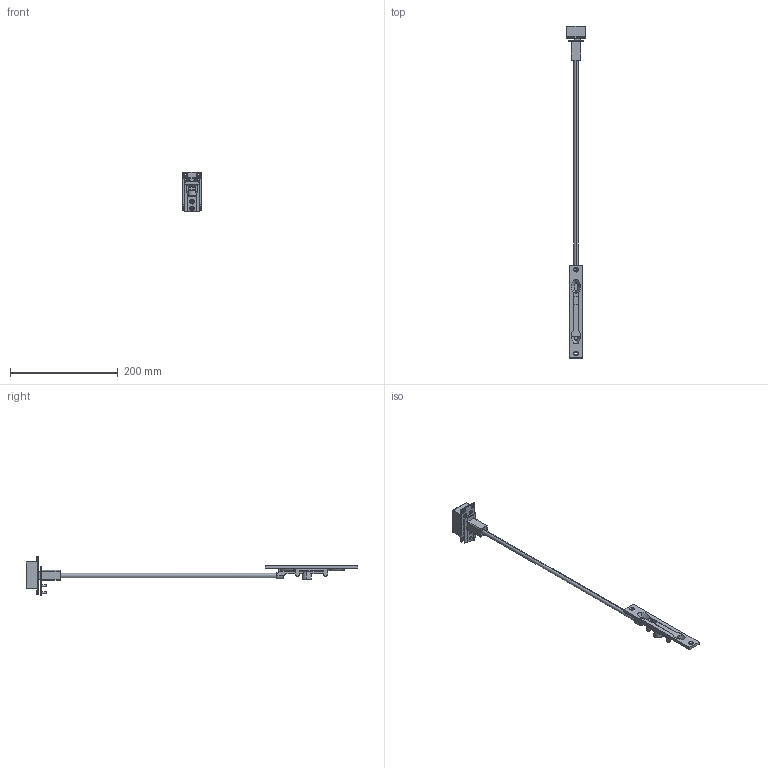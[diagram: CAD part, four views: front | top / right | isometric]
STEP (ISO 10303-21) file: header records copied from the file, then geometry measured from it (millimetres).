
FILE_DESCRIPTION (( 'STEP AP203' ), '1' );
FILE_NAME ('sone3D.STEP', '2016-10-28T06:00:07', ( '' ), ( '' ), 'SwSTEP 2.0', 'SolidWorks 2014', '' );
FILE_SCHEMA (( 'CONFIG_CONTROL_DESIGN' ));
Length unit declared in the file: millimetre
Products named in the file (12): sone3D; AC-377-F儘僢僪摢晹_; AC-377-Fロッド棒_; AC-377-F儘僢僪朹僈僀僪_; AC-377-F化粧板_; AC-377-F板ナット_; AC-377-F本体_; AC-377-F儘僢僪庴偗庢晅斅_; AC-377-F本体受け_; AC-377-F僩儘僇僶乕_; AC-377-FM4皿ネジ_; AC-377-F儘僢僪庴偗儀乕僗_
Assembly tree (17 placements, depth 2):
  sone3D
    AC-377-F儘僢僪庴偗庢晅斅_
    AC-377-F僩儘僇僶乕_
    AC-377-F儘僢僪庴偗儀乕僗_
    AC-377-F儘僢僪摢晹_
    AC-377-Fロッド棒_
    AC-377-F儘僢僪朹僈僀僪_
    AC-377-F化粧板_
    AC-377-F板ナット_  x2
    AC-377-F本体_
    AC-377-F本体受け_
    AC-377-FM4皿ネジ_  x6
Bounding box: 35 x 614.9 x 74 mm (x, y, z)
Volume: 75948.7 mm3; surface area: 66238.5 mm2
Topology: 17 solids, 17 shells, 479 faces, 1246 edges, 804 vertices
Faces by surface type: plane 283, cylinder 118, cone 50, torus 16, bspline 12
Entity records: 15687 total; most frequent: CARTESIAN_POINT 4928, DIRECTION 1940, ORIENTED_EDGE 1936, EDGE_CURVE 968, AXIS2_PLACEMENT_3D 661, VERTEX_POINT 628, VECTOR 618, LINE 618
